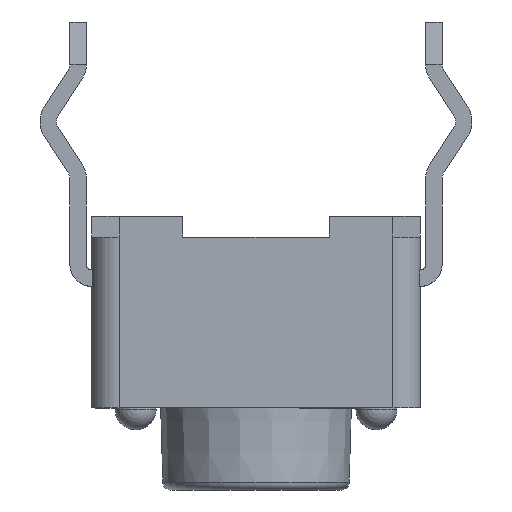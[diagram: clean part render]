
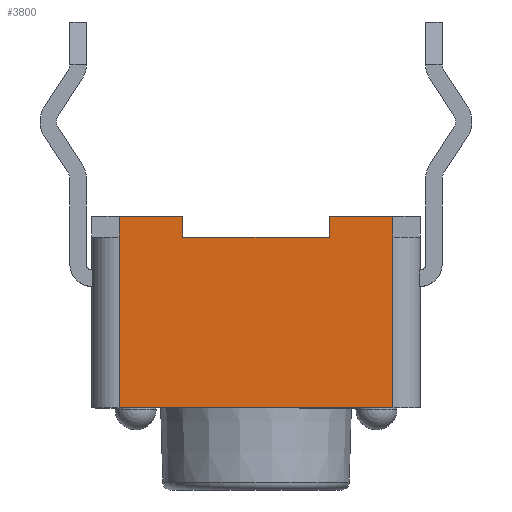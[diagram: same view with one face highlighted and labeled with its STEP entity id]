
A CAD part, front view. The second image highlights one B-rep face of the part: STEP entity #3800.
In plain terms, the highlighted face is planar.
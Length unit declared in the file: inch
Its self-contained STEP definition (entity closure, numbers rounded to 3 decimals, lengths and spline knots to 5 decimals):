
#130 = DIRECTION ( 'NONE',  ( -1., 0., 0. ) ) ;
#167 = ORIENTED_EDGE ( 'NONE', *, *, #432, .F. ) ;
#215 = ORIENTED_EDGE ( 'NONE', *, *, #4989, .F. ) ;
#280 = LINE ( 'NONE', #3083, #3757 ) ;
#338 = CARTESIAN_POINT ( 'NONE',  ( 0.05276, 0.01496, -0.11811 ) ) ;
#432 = EDGE_CURVE ( 'NONE', #5333, #1315, #4471, .T. ) ;
#456 = EDGE_CURVE ( 'NONE', #2424, #2341, #1885, .T. ) ;
#496 = DIRECTION ( 'NONE',  ( -1., 0., 0. ) ) ;
#517 = ORIENTED_EDGE ( 'NONE', *, *, #1244, .T. ) ;
#774 = CARTESIAN_POINT ( 'NONE',  ( 0.09843, 0., -0.11811 ) ) ;
#820 = DIRECTION ( 'NONE',  ( -1., 0., 0. ) ) ;
#826 = EDGE_CURVE ( 'NONE', #2424, #1315, #280, .T. ) ;
#842 = LINE ( 'NONE', #338, #3407 ) ;
#845 = VERTEX_POINT ( 'NONE', #5325 ) ;
#923 = CARTESIAN_POINT ( 'NONE',  ( 0.09843, 0.1378, -0.11811 ) ) ;
#929 = CARTESIAN_POINT ( 'NONE',  ( -0.05276, 0.01496, -0.11811 ) ) ;
#931 = EDGE_CURVE ( 'NONE', #3356, #4073, #7020, .T. ) ;
#1083 = LINE ( 'NONE', #2097, #5763 ) ;
#1244 = EDGE_CURVE ( 'NONE', #2279, #2897, #5254, .T. ) ;
#1315 = VERTEX_POINT ( 'NONE', #923 ) ;
#1513 = DIRECTION ( 'NONE',  ( 0., -1., 0. ) ) ;
#1712 = AXIS2_PLACEMENT_3D ( 'NONE', #5527, #6694, #3370 ) ;
#1735 = EDGE_CURVE ( 'NONE', #845, #6001, #3072, .T. ) ;
#1868 = CARTESIAN_POINT ( 'NONE',  ( 0.05276, 0.01496, -0.11811 ) ) ;
#1885 = LINE ( 'NONE', #4099, #2363 ) ;
#2097 = CARTESIAN_POINT ( 'NONE',  ( 0.09843, 0.01496, -0.11811 ) ) ;
#2163 = DIRECTION ( 'NONE',  ( 0., -1., 0. ) ) ;
#2279 = VERTEX_POINT ( 'NONE', #774 ) ;
#2341 = VERTEX_POINT ( 'NONE', #4695 ) ;
#2363 = VECTOR ( 'NONE', #6407, 39.37008 ) ;
#2424 = VERTEX_POINT ( 'NONE', #2557 ) ;
#2466 = EDGE_CURVE ( 'NONE', #845, #2897, #842, .T. ) ;
#2557 = CARTESIAN_POINT ( 'NONE',  ( -0.09843, 0.1378, -0.11811 ) ) ;
#2682 = CARTESIAN_POINT ( 'NONE',  ( -0.05276, 0., -0.11811 ) ) ;
#2746 = PLANE ( 'NONE',  #1712 ) ;
#2897 = VERTEX_POINT ( 'NONE', #4030 ) ;
#2914 = ORIENTED_EDGE ( 'NONE', *, *, #931, .T. ) ;
#3015 = CARTESIAN_POINT ( 'NONE',  ( -0.05276, 0., -0.11811 ) ) ;
#3046 = ORIENTED_EDGE ( 'NONE', *, *, #456, .F. ) ;
#3070 = DIRECTION ( 'NONE',  ( 0., -1., 0. ) ) ;
#3072 = LINE ( 'NONE', #1868, #3884 ) ;
#3083 = CARTESIAN_POINT ( 'NONE',  ( -0.09843, 0.1378, -0.11811 ) ) ;
#3161 = DIRECTION ( 'NONE',  ( 0., -1., 0. ) ) ;
#3293 = FACE_OUTER_BOUND ( 'NONE', #3667, .T. ) ;
#3356 = VERTEX_POINT ( 'NONE', #3015 ) ;
#3366 = VECTOR ( 'NONE', #3161, 39.37008 ) ;
#3370 = DIRECTION ( 'NONE',  ( 1., 0., 0. ) ) ;
#3407 = VECTOR ( 'NONE', #3070, 39.37008 ) ;
#3414 = ORIENTED_EDGE ( 'NONE', *, *, #1735, .T. ) ;
#3586 = ORIENTED_EDGE ( 'NONE', *, *, #2466, .F. ) ;
#3667 = EDGE_LOOP ( 'NONE', ( #3046, #5257, #167, #7105, #517, #3586, #3414, #3820, #2914, #215 ) ) ;
#3693 = CARTESIAN_POINT ( 'NONE',  ( -0.05276, 0.01496, -0.11811 ) ) ;
#3717 = CARTESIAN_POINT ( 'NONE',  ( 0.09843, 0.01496, -0.11811 ) ) ;
#3736 = CARTESIAN_POINT ( 'NONE',  ( -0.09843, 0., -0.11811 ) ) ;
#3757 = VECTOR ( 'NONE', #4704, 39.37008 ) ;
#3800 = ADVANCED_FACE ( 'NONE', ( #3293 ), #2746, .T. ) ;
#3820 = ORIENTED_EDGE ( 'NONE', *, *, #5624, .T. ) ;
#3884 = VECTOR ( 'NONE', #130, 39.37008 ) ;
#4030 = CARTESIAN_POINT ( 'NONE',  ( 0.05276, 0., -0.11811 ) ) ;
#4073 = VERTEX_POINT ( 'NONE', #3736 ) ;
#4099 = CARTESIAN_POINT ( 'NONE',  ( -0.09843, 0.1378, -0.11811 ) ) ;
#4471 = LINE ( 'NONE', #6683, #6653 ) ;
#4514 = EDGE_CURVE ( 'NONE', #5333, #2279, #1083, .T. ) ;
#4695 = CARTESIAN_POINT ( 'NONE',  ( -0.09843, 0.01496, -0.11811 ) ) ;
#4704 = DIRECTION ( 'NONE',  ( 1., 0., 0. ) ) ;
#4989 = EDGE_CURVE ( 'NONE', #2341, #4073, #5356, .T. ) ;
#5140 = VECTOR ( 'NONE', #820, 39.37008 ) ;
#5228 = LINE ( 'NONE', #929, #3366 ) ;
#5254 = LINE ( 'NONE', #5829, #5140 ) ;
#5257 = ORIENTED_EDGE ( 'NONE', *, *, #826, .T. ) ;
#5325 = CARTESIAN_POINT ( 'NONE',  ( 0.05276, 0.01496, -0.11811 ) ) ;
#5333 = VERTEX_POINT ( 'NONE', #3717 ) ;
#5356 = LINE ( 'NONE', #7128, #5658 ) ;
#5527 = CARTESIAN_POINT ( 'NONE',  ( -0.10827, -0.00689, -0.11811 ) ) ;
#5624 = EDGE_CURVE ( 'NONE', #6001, #3356, #5228, .T. ) ;
#5658 = VECTOR ( 'NONE', #2163, 39.37008 ) ;
#5763 = VECTOR ( 'NONE', #1513, 39.37008 ) ;
#5829 = CARTESIAN_POINT ( 'NONE',  ( 0.09843, 0., -0.11811 ) ) ;
#6001 = VERTEX_POINT ( 'NONE', #3693 ) ;
#6136 = DIRECTION ( 'NONE',  ( 0., 1., 0. ) ) ;
#6407 = DIRECTION ( 'NONE',  ( 0., -1., 0. ) ) ;
#6416 = VECTOR ( 'NONE', #496, 39.37008 ) ;
#6653 = VECTOR ( 'NONE', #6136, 39.37008 ) ;
#6683 = CARTESIAN_POINT ( 'NONE',  ( 0.09843, 0.01496, -0.11811 ) ) ;
#6694 = DIRECTION ( 'NONE',  ( 0., 0., -1. ) ) ;
#7020 = LINE ( 'NONE', #2682, #6416 ) ;
#7105 = ORIENTED_EDGE ( 'NONE', *, *, #4514, .T. ) ;
#7128 = CARTESIAN_POINT ( 'NONE',  ( -0.09843, 0.01496, -0.11811 ) ) ;
